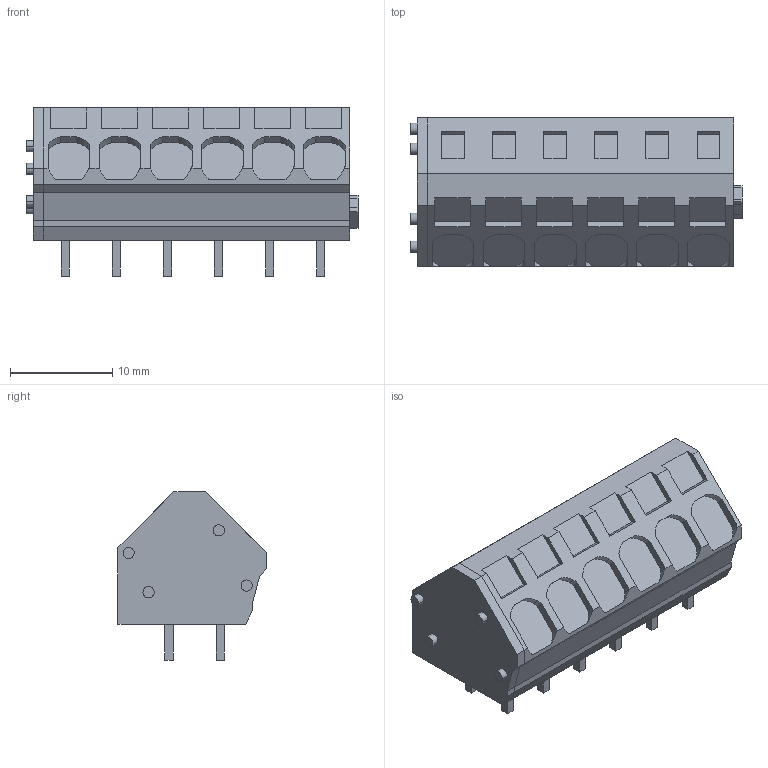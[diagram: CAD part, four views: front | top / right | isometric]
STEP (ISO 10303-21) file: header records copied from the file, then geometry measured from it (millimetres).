
FILE_DESCRIPTION(('CATIA V5R20 STEP214','CAx-IF Rec.Pracs.--- Model Styling and Organization---1.4--- 2014-01-23'),'2;1');
FILE_NAME ('026337-3_0', '2019-03-13T07:06:41+00:00', ('Weidmueller Interface'), ('Weidmueller'), 'CATIA Version 5-6 Release 2016 SP3 HF44', 'CATIA V5 STEP AP214', 'none');
FILE_SCHEMA(('AUTOMOTIVE_DESIGN { 1 0 10303 214 1 1 1 1 }'));
Length unit declared in the file: millimetre
Products named in the file (1): 1914020000
Bounding box: 32.5 x 14.5 x 16.48 mm (x, y, z)
Volume: 4403.5 mm3; surface area: 2734.1 mm2
Topology: 14 solids, 26 shells, 387 faces, 990 edges, 666 vertices
Faces by surface type: plane 281, cylinder 106
Entity records: 10704 total; most frequent: CARTESIAN_POINT 2188, ORIENTED_EDGE 1980, DIRECTION 1296, EDGE_CURVE 990, VECTOR 760, LINE 760, VERTEX_POINT 666, EDGE_LOOP 406
